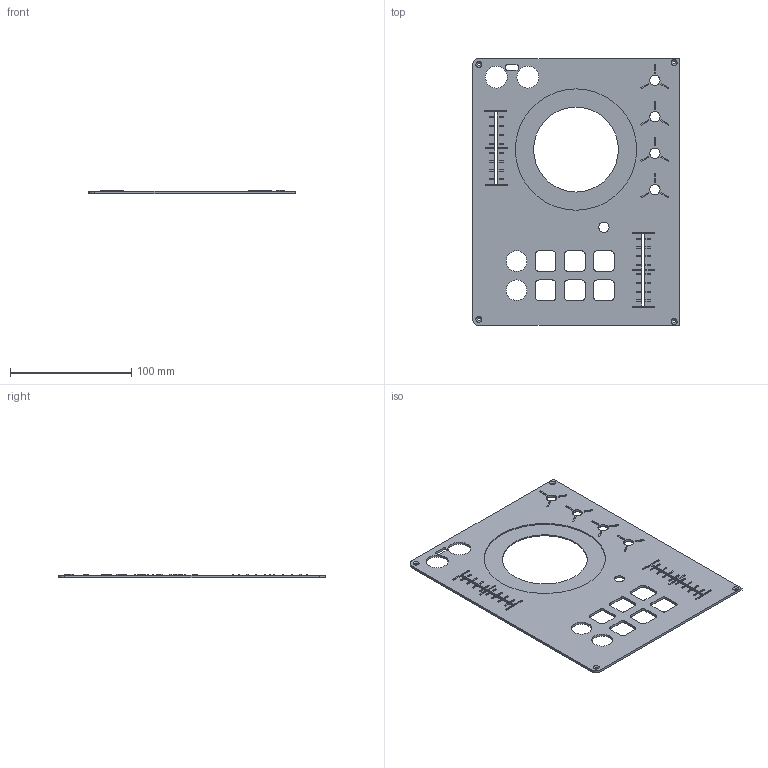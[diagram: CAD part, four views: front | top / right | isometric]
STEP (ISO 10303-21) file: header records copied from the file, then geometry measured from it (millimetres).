
FILE_DESCRIPTION(/* description */ (''),/* implementation_level */ '2;1');
FILE_NAME(/* name */ 'Gora_L.step',/* time_stamp */ '2026-01-26T15:18:22+01:00',/* author */ (''),/* organization */ (''),/* preprocessor_version */ 'ST-DEVELOPER v20.1',/* originating_system */ 'Autodesk Translation Framework v14.21.0.0',/* authorisation */ '');
FILE_SCHEMA (('AUTOMOTIVE_DESIGN { 1 0 10303 214 3 1 1 }'));
Length unit declared in the file: millimetre
Products named in the file (1): 2026-01-26-15-18-22-245
Bounding box: 170 x 220 x 2.5 mm (x, y, z)
Volume: 56607.8 mm3; surface area: 64999.8 mm2
Topology: 1 solids, 1 shells, 348 faces, 894 edges, 593 vertices
Faces by surface type: plane 299, cylinder 45, cone 4
Full cylindrical faces by diameter (mm): 2.529 x4, 8.5 x5, 17 x2, 18 x2, 70 x1, 100 x1
Entity records: 10545 total; most frequent: CARTESIAN_POINT 1836, ORIENTED_EDGE 1788, DIRECTION 1686, EDGE_CURVE 894, LINE 800, VECTOR 800, VERTEX_POINT 593, AXIS2_PLACEMENT_3D 443
